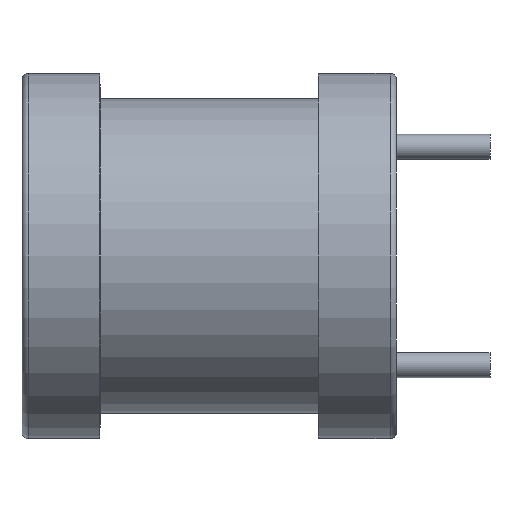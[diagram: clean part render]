
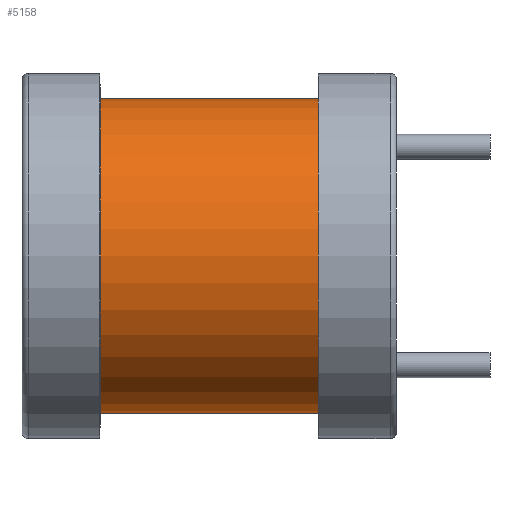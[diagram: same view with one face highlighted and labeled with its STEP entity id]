
A CAD part, front view. The second image highlights one B-rep face of the part: STEP entity #5158.
In plain terms, the highlighted cylindrical face has radius 5.05 mm (diameter 10.1 mm), a partial arc.
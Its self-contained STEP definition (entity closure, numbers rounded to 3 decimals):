
#279 = CYLINDRICAL_SURFACE ( 'NONE', #5431, 5.05 ) ;
#314 = FACE_OUTER_BOUND ( 'NONE', #5252, .T. ) ;
#588 = VECTOR ( 'NONE', #1160, 1000. ) ;
#923 = CIRCLE ( 'NONE', #4984, 5.05 ) ;
#927 = VERTEX_POINT ( 'NONE', #5395 ) ;
#970 = DIRECTION ( 'NONE',  ( 0., 0., 1. ) ) ;
#1160 = DIRECTION ( 'NONE',  ( -1., 0., 0. ) ) ;
#1231 = EDGE_CURVE ( 'NONE', #4492, #927, #4659, .T. ) ;
#1437 = CARTESIAN_POINT ( 'NONE',  ( 9.5, 0., -5.05 ) ) ;
#1478 = DIRECTION ( 'NONE',  ( -1., 0., 0. ) ) ;
#1496 = EDGE_CURVE ( 'NONE', #2495, #6340, #3498, .T. ) ;
#1892 = CARTESIAN_POINT ( 'NONE',  ( -21.889, 0., 5.05 ) ) ;
#2066 = CARTESIAN_POINT ( 'NONE',  ( 9.5, 0., 0. ) ) ;
#2193 = AXIS2_PLACEMENT_3D ( 'NONE', #2066, #3749, #970 ) ;
#2495 = VERTEX_POINT ( 'NONE', #3678 ) ;
#2742 = ORIENTED_EDGE ( 'NONE', *, *, #5004, .T. ) ;
#2972 = CARTESIAN_POINT ( 'NONE',  ( -21.889, 0., 0. ) ) ;
#3240 = CIRCLE ( 'NONE', #2193, 5.05 ) ;
#3258 = DIRECTION ( 'NONE',  ( -1., 0., 0. ) ) ;
#3498 = LINE ( 'NONE', #1892, #588 ) ;
#3678 = CARTESIAN_POINT ( 'NONE',  ( 9.5, 0., 5.05 ) ) ;
#3749 = DIRECTION ( 'NONE',  ( -1., 0., 0. ) ) ;
#3750 = ORIENTED_EDGE ( 'NONE', *, *, #1231, .F. ) ;
#3989 = CARTESIAN_POINT ( 'NONE',  ( 2.5, 0., 0. ) ) ;
#4168 = CARTESIAN_POINT ( 'NONE',  ( 2.5, 0., 5.05 ) ) ;
#4492 = VERTEX_POINT ( 'NONE', #1437 ) ;
#4659 = LINE ( 'NONE', #5896, #5984 ) ;
#4725 = DIRECTION ( 'NONE',  ( 0., 0., 1. ) ) ;
#4984 = AXIS2_PLACEMENT_3D ( 'NONE', #3989, #5128, #6166 ) ;
#5004 = EDGE_CURVE ( 'NONE', #4492, #2495, #3240, .T. ) ;
#5128 = DIRECTION ( 'NONE',  ( -1., 0., 0. ) ) ;
#5139 = ORIENTED_EDGE ( 'NONE', *, *, #1496, .T. ) ;
#5158 = ADVANCED_FACE ( 'NONE', ( #314 ), #279, .T. ) ;
#5252 = EDGE_LOOP ( 'NONE', ( #3750, #2742, #5139, #6680 ) ) ;
#5299 = EDGE_CURVE ( 'NONE', #927, #6340, #923, .T. ) ;
#5395 = CARTESIAN_POINT ( 'NONE',  ( 2.5, 0., -5.05 ) ) ;
#5431 = AXIS2_PLACEMENT_3D ( 'NONE', #2972, #1478, #4725 ) ;
#5896 = CARTESIAN_POINT ( 'NONE',  ( -21.889, 0., -5.05 ) ) ;
#5984 = VECTOR ( 'NONE', #3258, 1000. ) ;
#6166 = DIRECTION ( 'NONE',  ( 0., 0., 1. ) ) ;
#6340 = VERTEX_POINT ( 'NONE', #4168 ) ;
#6680 = ORIENTED_EDGE ( 'NONE', *, *, #5299, .F. ) ;
